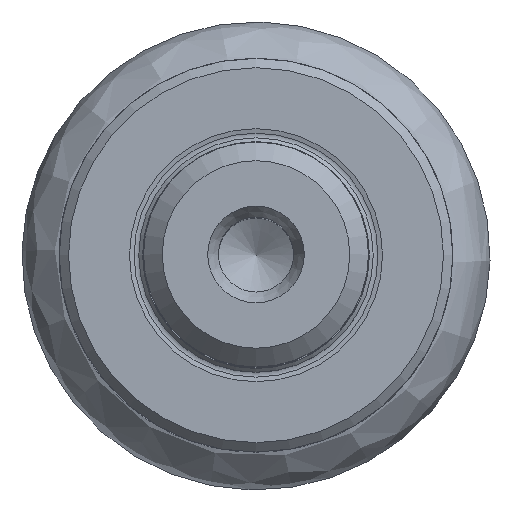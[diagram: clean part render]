
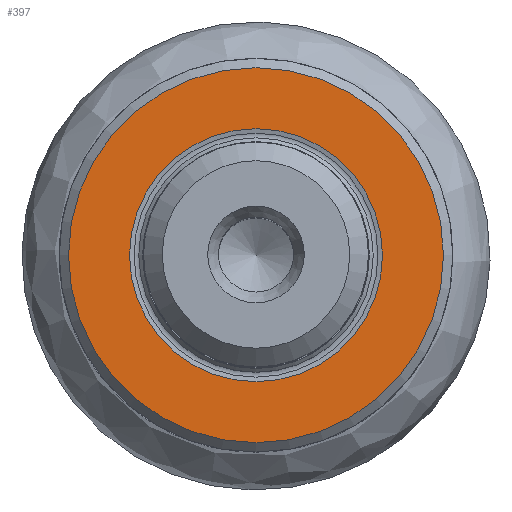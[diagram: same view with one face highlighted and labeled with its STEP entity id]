
A CAD part, top view. The second image highlights one B-rep face of the part: STEP entity #397.
In plain terms, the highlighted planar face has unit normal (0, 0, 1).
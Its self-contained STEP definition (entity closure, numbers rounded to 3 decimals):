
#332=PLANE('',#779);
#367=FACE_BOUND('',#465,.T.);
#368=FACE_BOUND('',#466,.T.);
#397=ADVANCED_FACE('',(#367,#368),#332,.T.);
#465=EDGE_LOOP('',(#557));
#466=EDGE_LOOP('',(#558));
#557=ORIENTED_EDGE('',*,*,#697,.T.);
#558=ORIENTED_EDGE('',*,*,#667,.F.);
#622=VERTEX_POINT('',#1008);
#648=VERTEX_POINT('',#1243);
#667=EDGE_CURVE('',#622,#622,#720,.T.);
#697=EDGE_CURVE('',#648,#648,#732,.T.);
#720=CIRCLE('',#758,6.746);
#732=CIRCLE('',#778,10.);
#758=AXIS2_PLACEMENT_3D('',#1007,#842,#843);
#778=AXIS2_PLACEMENT_3D('',#1242,#890,#891);
#779=AXIS2_PLACEMENT_3D('',#1244,#892,#893);
#842=DIRECTION('',(0.,0.,1.));
#843=DIRECTION('',(1.,0.,0.));
#890=DIRECTION('',(0.,0.,1.));
#891=DIRECTION('',(1.,0.,0.));
#892=DIRECTION('',(0.,0.,1.));
#893=DIRECTION('',(1.,0.,0.));
#1007=CARTESIAN_POINT('',(0.,0.,0.));
#1008=CARTESIAN_POINT('',(6.746,0.,0.));
#1242=CARTESIAN_POINT('',(0.,0.,0.));
#1243=CARTESIAN_POINT('',(10.,0.,0.));
#1244=CARTESIAN_POINT('',(0.,0.,0.));
